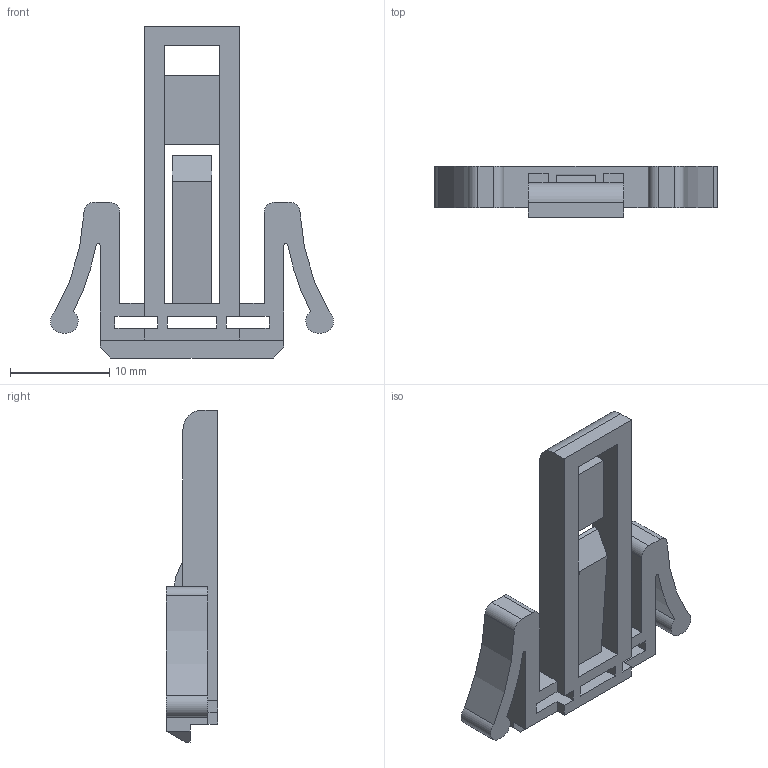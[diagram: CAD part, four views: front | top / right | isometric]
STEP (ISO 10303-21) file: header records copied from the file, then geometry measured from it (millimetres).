
FILE_DESCRIPTION((''),'2;1');
FILE_NAME('D6MG_WALL_CLIP','2015-03-05T',('Oleg'),(''),'CREO PARAMETRIC BY PTC INC, 2014440','CREO PARAMETRIC BY PTC INC, 2014440','');
FILE_SCHEMA(('CONFIG_CONTROL_DESIGN'));
Length unit declared in the file: millimetre
Products named in the file (1): D6MG_WALL_CLIP
Bounding box: 28.55 x 5.2 x 33.5 mm (x, y, z)
Volume: 1298 mm3; surface area: 1992.8 mm2
Topology: 1 solids, 1 shells, 71 faces, 215 edges, 142 vertices
Faces by surface type: plane 56, cylinder 15
Entity records: 2453 total; most frequent: CARTESIAN_POINT 430, ORIENTED_EDGE 430, DIRECTION 391, EDGE_CURVE 215, VECTOR 185, LINE 185, VERTEX_POINT 142, AXIS2_PLACEMENT_3D 103
